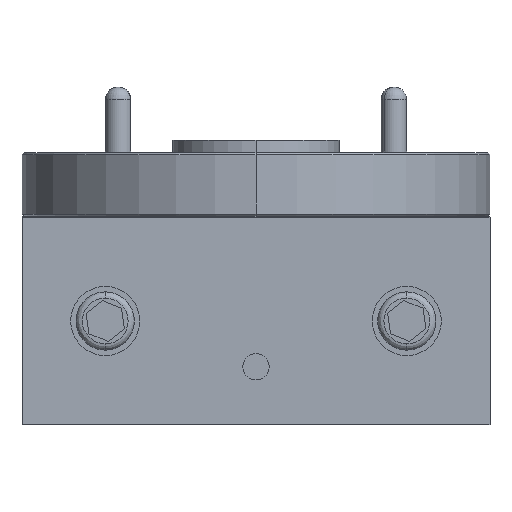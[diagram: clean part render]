
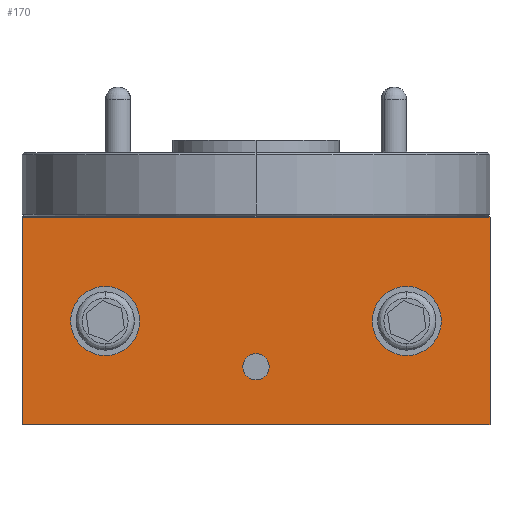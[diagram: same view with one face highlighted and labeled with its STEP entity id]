
A CAD part, left-side view. The second image highlights one B-rep face of the part: STEP entity #170.
In plain terms, the highlighted face is planar.
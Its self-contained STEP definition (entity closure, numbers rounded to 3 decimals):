
#99 = ORIENTED_EDGE ( 'NONE', *, *, #8489, .F. ) ;
#170 = ADVANCED_FACE ( 'NONE', ( #8575, #2000, #1397 ), #4241, .F. ) ;
#191 = AXIS2_PLACEMENT_3D ( 'NONE', #9087, #4861, #7877 ) ;
#195 = AXIS2_PLACEMENT_3D ( 'NONE', #5804, #3685, #253 ) ;
#253 = DIRECTION ( 'NONE',  ( 0., 0., -1. ) ) ;
#296 = DIRECTION ( 'NONE',  ( 0., 0., -1. ) ) ;
#553 = CARTESIAN_POINT ( 'NONE',  ( 4.67, -18.184, 12.7 ) ) ;
#593 = VECTOR ( 'NONE', #4941, 1000. ) ;
#644 = DIRECTION ( 'NONE',  ( 0., 0., -1. ) ) ;
#732 = VERTEX_POINT ( 'NONE', #553 ) ;
#807 = EDGE_LOOP ( 'NONE', ( #2037, #1873, #99, #3371 ) ) ;
#833 = EDGE_CURVE ( 'NONE', #732, #8421, #7054, .T. ) ;
#1196 = DIRECTION ( 'NONE',  ( 0., 0., -1. ) ) ;
#1259 = DIRECTION ( 'NONE',  ( 0., 0., -1. ) ) ;
#1325 = AXIS2_PLACEMENT_3D ( 'NONE', #8797, #3583, #5171 ) ;
#1397 = FACE_OUTER_BOUND ( 'NONE', #807, .T. ) ;
#1816 = EDGE_CURVE ( 'NONE', #8421, #4231, #3355, .T. ) ;
#1873 = ORIENTED_EDGE ( 'NONE', *, *, #2749, .F. ) ;
#2000 = FACE_BOUND ( 'NONE', #5715, .T. ) ;
#2037 = ORIENTED_EDGE ( 'NONE', *, *, #1816, .T. ) ;
#2148 = AXIS2_PLACEMENT_3D ( 'NONE', #5466, #2651, #1259 ) ;
#2246 = DIRECTION ( 'NONE',  ( 1., 0., 0. ) ) ;
#2512 = DIRECTION ( 'NONE',  ( 0., 1., 0. ) ) ;
#2574 = CARTESIAN_POINT ( 'NONE',  ( 4.67, 5.311, 4.242 ) ) ;
#2651 = DIRECTION ( 'NONE',  ( 1., 0., 0. ) ) ;
#2749 = EDGE_CURVE ( 'NONE', #7623, #4231, #6006, .T. ) ;
#2893 = ORIENTED_EDGE ( 'NONE', *, *, #7572, .F. ) ;
#3144 = VERTEX_POINT ( 'NONE', #2574 ) ;
#3190 = CIRCLE ( 'NONE', #2148, 2.108 ) ;
#3220 = CARTESIAN_POINT ( 'NONE',  ( 4.67, 10.391, 12.7 ) ) ;
#3355 = LINE ( 'NONE', #8209, #5478 ) ;
#3371 = ORIENTED_EDGE ( 'NONE', *, *, #833, .T. ) ;
#3583 = DIRECTION ( 'NONE',  ( 1., 0., 0. ) ) ;
#3685 = DIRECTION ( 'NONE',  ( 1., 0., 0. ) ) ;
#3781 = VERTEX_POINT ( 'NONE', #4486 ) ;
#3826 = CARTESIAN_POINT ( 'NONE',  ( 4.67, -13.104, 8.458 ) ) ;
#4212 = CIRCLE ( 'NONE', #195, 2.108 ) ;
#4231 = VERTEX_POINT ( 'NONE', #5751 ) ;
#4241 = PLANE ( 'NONE',  #191 ) ;
#4477 = EDGE_CURVE ( 'NONE', #3144, #3781, #3190, .T. ) ;
#4486 = CARTESIAN_POINT ( 'NONE',  ( 4.67, 5.311, 8.458 ) ) ;
#4708 = CARTESIAN_POINT ( 'NONE',  ( 4.67, 10.391, 12.7 ) ) ;
#4848 = CARTESIAN_POINT ( 'NONE',  ( 4.67, -18.184, 12.7 ) ) ;
#4861 = DIRECTION ( 'NONE',  ( -1., 0., 0. ) ) ;
#4941 = DIRECTION ( 'NONE',  ( 0., 1., 0. ) ) ;
#5088 = EDGE_CURVE ( 'NONE', #8490, #7252, #4212, .T. ) ;
#5171 = DIRECTION ( 'NONE',  ( 0., 0., -1. ) ) ;
#5252 = ORIENTED_EDGE ( 'NONE', *, *, #6720, .F. ) ;
#5466 = CARTESIAN_POINT ( 'NONE',  ( 4.67, 5.311, 6.35 ) ) ;
#5478 = VECTOR ( 'NONE', #2512, 1000. ) ;
#5715 = EDGE_LOOP ( 'NONE', ( #8037, #2893 ) ) ;
#5751 = CARTESIAN_POINT ( 'NONE',  ( 4.67, 10.391, 0. ) ) ;
#5804 = CARTESIAN_POINT ( 'NONE',  ( 4.67, -13.104, 6.35 ) ) ;
#6006 = LINE ( 'NONE', #4708, #7452 ) ;
#6381 = CARTESIAN_POINT ( 'NONE',  ( 4.67, 10.391, 12.7 ) ) ;
#6550 = CIRCLE ( 'NONE', #1325, 2.108 ) ;
#6614 = VECTOR ( 'NONE', #644, 1000. ) ;
#6720 = EDGE_CURVE ( 'NONE', #3781, #3144, #6550, .T. ) ;
#7003 = ORIENTED_EDGE ( 'NONE', *, *, #4477, .F. ) ;
#7054 = LINE ( 'NONE', #4848, #6614 ) ;
#7252 = VERTEX_POINT ( 'NONE', #3826 ) ;
#7405 = EDGE_LOOP ( 'NONE', ( #7003, #5252 ) ) ;
#7452 = VECTOR ( 'NONE', #1196, 1000. ) ;
#7572 = EDGE_CURVE ( 'NONE', #7252, #8490, #8075, .T. ) ;
#7623 = VERTEX_POINT ( 'NONE', #3220 ) ;
#7774 = CARTESIAN_POINT ( 'NONE',  ( 4.67, -13.104, 4.242 ) ) ;
#7869 = LINE ( 'NONE', #6381, #593 ) ;
#7877 = DIRECTION ( 'NONE',  ( 0., 0., 1. ) ) ;
#8037 = ORIENTED_EDGE ( 'NONE', *, *, #5088, .F. ) ;
#8075 = CIRCLE ( 'NONE', #9138, 2.108 ) ;
#8209 = CARTESIAN_POINT ( 'NONE',  ( 4.67, 10.391, 0. ) ) ;
#8421 = VERTEX_POINT ( 'NONE', #8519 ) ;
#8489 = EDGE_CURVE ( 'NONE', #732, #7623, #7869, .T. ) ;
#8490 = VERTEX_POINT ( 'NONE', #7774 ) ;
#8519 = CARTESIAN_POINT ( 'NONE',  ( 4.67, -18.184, 0. ) ) ;
#8575 = FACE_BOUND ( 'NONE', #7405, .T. ) ;
#8687 = CARTESIAN_POINT ( 'NONE',  ( 4.67, -13.104, 6.35 ) ) ;
#8797 = CARTESIAN_POINT ( 'NONE',  ( 4.67, 5.311, 6.35 ) ) ;
#9087 = CARTESIAN_POINT ( 'NONE',  ( 4.67, 10.391, 12.7 ) ) ;
#9138 = AXIS2_PLACEMENT_3D ( 'NONE', #8687, #2246, #296 ) ;
